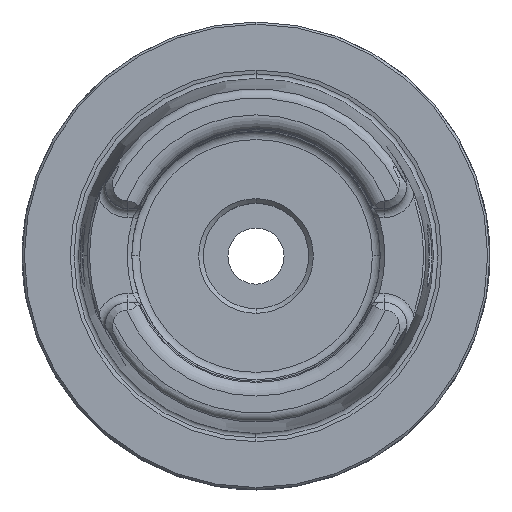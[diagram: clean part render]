
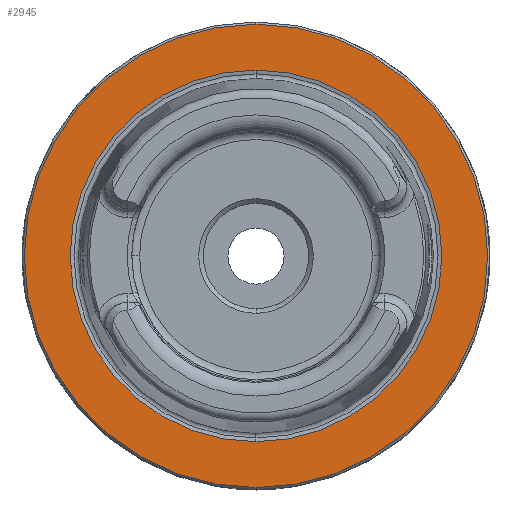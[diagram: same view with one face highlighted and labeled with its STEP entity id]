
A CAD part, top view. The second image highlights one B-rep face of the part: STEP entity #2945.
In plain terms, the highlighted planar face has unit normal (0, 0, 1).
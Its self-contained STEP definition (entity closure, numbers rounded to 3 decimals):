
#2281=EDGE_CURVE('NONE',#3129,#3637,#5240,.T.);
#2463=VERTEX_POINT('NONE',#5445);
#2569=EDGE_CURVE('NONE',#3637,#3129,#5564,.T.);
#2795=EDGE_CURVE('NONE',#2463,#3981,#5812,.F.);
#2945=ADVANCED_FACE('NONE',(#5981,#5982),#5983,.F.);
#3129=VERTEX_POINT('NONE',#6182);
#3637=VERTEX_POINT('NONE',#6726);
#3815=EDGE_CURVE('NONE',#3981,#2463,#6920,.T.);
#3981=VERTEX_POINT('NONE',#7100);
#5240=CIRCLE('',#9858,49.495);
#5445=CARTESIAN_POINT('',(0.0,39.697,0.));
#5564=CIRCLE('',#10605,49.495);
#5812=CIRCLE('',#11165,39.697);
#5981=FACE_OUTER_BOUND('',#11511,.T.);
#5982=FACE_BOUND('',#11512,.T.);
#5983=PLANE('',#11513);
#6182=CARTESIAN_POINT('',(0.,49.495,0.));
#6726=CARTESIAN_POINT('',(0.0,-49.495,0.));
#6920=CIRCLE('',#13997,39.697);
#7100=CARTESIAN_POINT('',(0.,-39.697,0.));
#9858=AXIS2_PLACEMENT_3D('',#16357,#16358,#16359);
#10605=AXIS2_PLACEMENT_3D('',#16765,#16766,#16767);
#11165=AXIS2_PLACEMENT_3D('',#17049,#17050,#17051);
#11511=EDGE_LOOP('',(#17244,#17245));
#11512=EDGE_LOOP('',(#17246,#17247));
#11513=AXIS2_PLACEMENT_3D('',#17248,#17249,#17250);
#13997=AXIS2_PLACEMENT_3D('',#18169,#18170,#18171);
#16357=CARTESIAN_POINT('',(0.0,0.,0.));
#16358=DIRECTION('',(0.0,0.0,1.0));
#16359=DIRECTION('',(0.0,-1.0,0.0));
#16765=CARTESIAN_POINT('',(0.0,0.,0.));
#16766=DIRECTION('',(0.0,0.0,1.0));
#16767=DIRECTION('',(0.0,-1.0,0.0));
#17049=CARTESIAN_POINT('',(0.0,0.,0.));
#17050=DIRECTION('',(0.0,0.0,-1.0));
#17051=DIRECTION('',(0.0,1.0,0.0));
#17244=ORIENTED_EDGE('',*,*,#2569,.T.);
#17245=ORIENTED_EDGE('',*,*,#2281,.T.);
#17246=ORIENTED_EDGE('',*,*,#2795,.F.);
#17247=ORIENTED_EDGE('',*,*,#3815,.F.);
#17248=CARTESIAN_POINT('',(0.0,-38.483,0.));
#17249=DIRECTION('',(0.0,0.0,-1.0));
#17250=DIRECTION('',(0.0,-1.0,0.0));
#18169=CARTESIAN_POINT('',(0.0,0.,0.));
#18170=DIRECTION('',(0.0,0.0,1.0));
#18171=DIRECTION('',(0.0,1.0,-0.0));
